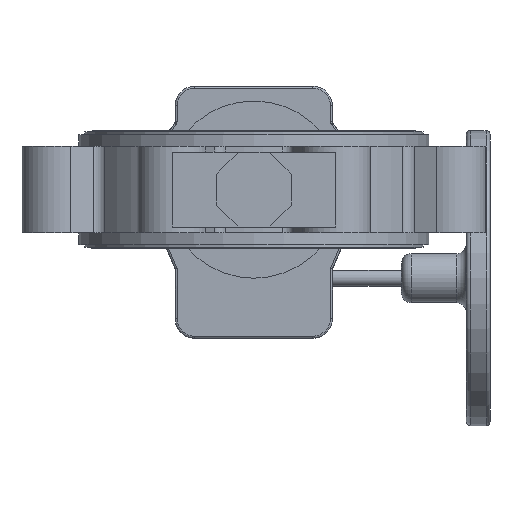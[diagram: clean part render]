
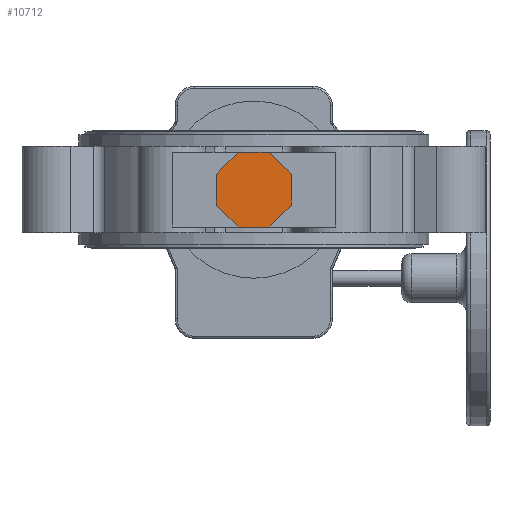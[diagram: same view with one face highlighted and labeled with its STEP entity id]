
A CAD part, front view. The second image highlights one B-rep face of the part: STEP entity #10712.
In plain terms, the highlighted planar face has unit normal (0, -1, 0).
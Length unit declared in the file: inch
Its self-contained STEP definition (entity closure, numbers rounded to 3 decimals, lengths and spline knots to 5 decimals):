
#469 = EDGE_CURVE ( 'NONE', #14871, #3954, #21740, .T. ) ;
#945 = VECTOR ( 'NONE', #8870, 39.37008 ) ;
#1153 = EDGE_CURVE ( 'NONE', #3954, #11943, #22346, .T. ) ;
#2283 = EDGE_CURVE ( 'NONE', #4994, #11363, #11323, .T. ) ;
#2391 = DIRECTION ( 'NONE',  ( -1., 0., 0. ) ) ;
#2582 = DIRECTION ( 'NONE',  ( 1., 0., 0. ) ) ;
#3046 = CARTESIAN_POINT ( 'NONE',  ( 3.07778, -0.82785, 3.42108 ) ) ;
#3315 = CARTESIAN_POINT ( 'NONE',  ( 4.13566, -0.82785, 2.9829 ) ) ;
#3794 = LINE ( 'NONE', #10823, #11130 ) ;
#3942 = CARTESIAN_POINT ( 'NONE',  ( 3.07778, -0.82785, 4.04077 ) ) ;
#3954 = VERTEX_POINT ( 'NONE', #13817 ) ;
#4172 = CARTESIAN_POINT ( 'NONE',  ( 3.51597, -0.82785, 2.9829 ) ) ;
#4231 = VECTOR ( 'NONE', #2582, 39.37008 ) ;
#4430 = CARTESIAN_POINT ( 'NONE',  ( 4.13566, -0.82785, 2.9829 ) ) ;
#4760 = DIRECTION ( 'NONE',  ( 0., 1., 0. ) ) ;
#4942 = VERTEX_POINT ( 'NONE', #20762 ) ;
#4994 = VERTEX_POINT ( 'NONE', #13278 ) ;
#5014 = CARTESIAN_POINT ( 'NONE',  ( 4.57384, -0.82785, 4.04077 ) ) ;
#5826 = CARTESIAN_POINT ( 'NONE',  ( 4.13566, -0.82785, 4.47896 ) ) ;
#6224 = CARTESIAN_POINT ( 'NONE',  ( 3.51597, -0.82785, 4.47896 ) ) ;
#6471 = ORIENTED_EDGE ( 'NONE', *, *, #19698, .T. ) ;
#6620 = CARTESIAN_POINT ( 'NONE',  ( 3.43211, -0.82785, 3.73093 ) ) ;
#7804 = VECTOR ( 'NONE', #21466, 39.37008 ) ;
#7946 = EDGE_LOOP ( 'NONE', ( #18186, #6471, #13743, #8516, #18975, #18668, #21229, #18082 ) ) ;
#8516 = ORIENTED_EDGE ( 'NONE', *, *, #1153, .T. ) ;
#8683 = DIRECTION ( 'NONE',  ( 0., 0., 1. ) ) ;
#8731 = LINE ( 'NONE', #14355, #7804 ) ;
#8862 = CARTESIAN_POINT ( 'NONE',  ( 4.13566, -0.82785, 4.47896 ) ) ;
#8870 = DIRECTION ( 'NONE',  ( -0.707, 0., 0.707 ) ) ;
#9483 = EDGE_CURVE ( 'NONE', #4942, #4994, #17267, .T. ) ;
#9609 = VECTOR ( 'NONE', #11356, 39.37008 ) ;
#10066 = DIRECTION ( 'NONE',  ( 1., 0., 0. ) ) ;
#10712 = ADVANCED_FACE ( 'NONE', ( #22190 ), #13795, .F. ) ;
#10806 = LINE ( 'NONE', #21516, #945 ) ;
#10823 = CARTESIAN_POINT ( 'NONE',  ( 4.57384, -0.82785, 3.42108 ) ) ;
#11130 = VECTOR ( 'NONE', #8683, 39.37008 ) ;
#11323 = LINE ( 'NONE', #4172, #4231 ) ;
#11356 = DIRECTION ( 'NONE',  ( 0.707, 0., 0.707 ) ) ;
#11363 = VERTEX_POINT ( 'NONE', #3315 ) ;
#11943 = VERTEX_POINT ( 'NONE', #3942 ) ;
#12867 = EDGE_CURVE ( 'NONE', #17487, #21983, #3794, .T. ) ;
#13278 = CARTESIAN_POINT ( 'NONE',  ( 3.51597, -0.82785, 2.9829 ) ) ;
#13743 = ORIENTED_EDGE ( 'NONE', *, *, #469, .T. ) ;
#13795 = PLANE ( 'NONE',  #17650 ) ;
#13817 = CARTESIAN_POINT ( 'NONE',  ( 3.51597, -0.82785, 4.47896 ) ) ;
#14012 = EDGE_CURVE ( 'NONE', #11943, #4942, #8731, .T. ) ;
#14355 = CARTESIAN_POINT ( 'NONE',  ( 3.07778, -0.82785, 4.04077 ) ) ;
#14820 = LINE ( 'NONE', #4430, #9609 ) ;
#14871 = VERTEX_POINT ( 'NONE', #8862 ) ;
#16926 = DIRECTION ( 'NONE',  ( 0.707, 0., -0.707 ) ) ;
#17267 = LINE ( 'NONE', #3046, #18236 ) ;
#17487 = VERTEX_POINT ( 'NONE', #20892 ) ;
#17650 = AXIS2_PLACEMENT_3D ( 'NONE', #6620, #4760, #10066 ) ;
#18082 = ORIENTED_EDGE ( 'NONE', *, *, #19984, .T. ) ;
#18186 = ORIENTED_EDGE ( 'NONE', *, *, #12867, .T. ) ;
#18236 = VECTOR ( 'NONE', #16926, 39.37008 ) ;
#18317 = VECTOR ( 'NONE', #2391, 39.37008 ) ;
#18668 = ORIENTED_EDGE ( 'NONE', *, *, #9483, .T. ) ;
#18834 = DIRECTION ( 'NONE',  ( -0.707, 0., -0.707 ) ) ;
#18975 = ORIENTED_EDGE ( 'NONE', *, *, #14012, .T. ) ;
#19698 = EDGE_CURVE ( 'NONE', #21983, #14871, #10806, .T. ) ;
#19984 = EDGE_CURVE ( 'NONE', #11363, #17487, #14820, .T. ) ;
#20762 = CARTESIAN_POINT ( 'NONE',  ( 3.07778, -0.82785, 3.42108 ) ) ;
#20892 = CARTESIAN_POINT ( 'NONE',  ( 4.57384, -0.82785, 3.42108 ) ) ;
#21229 = ORIENTED_EDGE ( 'NONE', *, *, #2283, .T. ) ;
#21466 = DIRECTION ( 'NONE',  ( 0., 0., -1. ) ) ;
#21516 = CARTESIAN_POINT ( 'NONE',  ( 4.57384, -0.82785, 4.04077 ) ) ;
#21593 = VECTOR ( 'NONE', #18834, 39.37008 ) ;
#21740 = LINE ( 'NONE', #5826, #18317 ) ;
#21983 = VERTEX_POINT ( 'NONE', #5014 ) ;
#22190 = FACE_OUTER_BOUND ( 'NONE', #7946, .T. ) ;
#22346 = LINE ( 'NONE', #6224, #21593 ) ;
